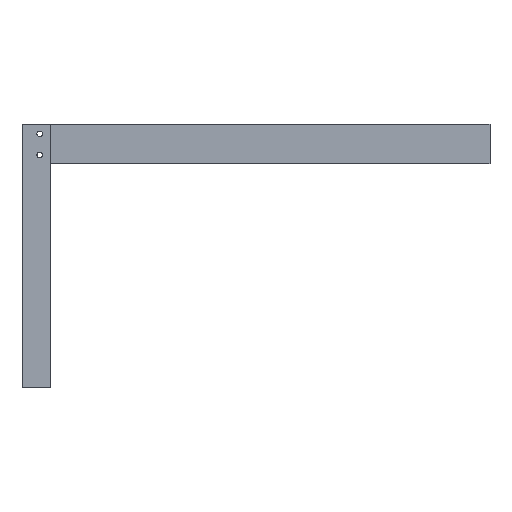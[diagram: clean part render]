
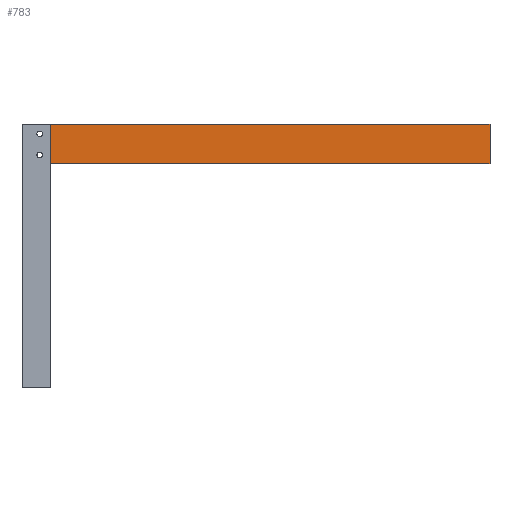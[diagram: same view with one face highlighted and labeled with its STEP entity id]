
A CAD part, left-side view. The second image highlights one B-rep face of the part: STEP entity #783.
In plain terms, the highlighted face is planar.
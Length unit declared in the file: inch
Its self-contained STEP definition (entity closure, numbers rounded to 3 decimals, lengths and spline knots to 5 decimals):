
#12 = VERTEX_POINT ( 'NONE', #1663 ) ;
#30 = AXIS2_PLACEMENT_3D ( 'NONE', #37, #2975, #45 ) ;
#33 = CARTESIAN_POINT ( 'NONE',  ( 0.8, -9.98, 1.36 ) ) ;
#37 = CARTESIAN_POINT ( 'NONE',  ( 0.8, -9.98, 0.386 ) ) ;
#45 = DIRECTION ( 'NONE',  ( 0., 0., 1. ) ) ;
#87 = EDGE_LOOP ( 'NONE', ( #440, #293 ) ) ;
#100 = DIRECTION ( 'NONE',  ( 0., 0., -1. ) ) ;
#102 = CARTESIAN_POINT ( 'NONE',  ( 0.8, 10.5, 0. ) ) ;
#179 = EDGE_CURVE ( 'NONE', #225, #2713, #2986, .T. ) ;
#201 = CIRCLE ( 'NONE', #2400, 0.125 ) ;
#216 = VECTOR ( 'NONE', #2029, 39.37008 ) ;
#219 = CARTESIAN_POINT ( 'NONE',  ( 0.8, -9.98, 1.36 ) ) ;
#225 = VERTEX_POINT ( 'NONE', #2963 ) ;
#293 = ORIENTED_EDGE ( 'NONE', *, *, #1609, .T. ) ;
#307 = CARTESIAN_POINT ( 'NONE',  ( 0.8, -9.98, 0.386 ) ) ;
#324 = FACE_OUTER_BOUND ( 'NONE', #1198, .T. ) ;
#383 = EDGE_CURVE ( 'NONE', #12, #2261, #1890, .T. ) ;
#408 = CARTESIAN_POINT ( 'NONE',  ( 0.8, 10.5, 0. ) ) ;
#417 = VERTEX_POINT ( 'NONE', #2974 ) ;
#440 = ORIENTED_EDGE ( 'NONE', *, *, #179, .T. ) ;
#458 = CARTESIAN_POINT ( 'NONE',  ( 0.8, -10.5, 1.785 ) ) ;
#527 = EDGE_CURVE ( 'NONE', #647, #1523, #3139, .T. ) ;
#549 = CARTESIAN_POINT ( 'NONE',  ( 0.8, 10.5, 1.785 ) ) ;
#552 = DIRECTION ( 'NONE',  ( -1., 0., 0. ) ) ;
#596 = CIRCLE ( 'NONE', #30, 0.125 ) ;
#647 = VERTEX_POINT ( 'NONE', #1507 ) ;
#706 = CIRCLE ( 'NONE', #2130, 0.125 ) ;
#767 = ORIENTED_EDGE ( 'NONE', *, *, #527, .F. ) ;
#783 = ADVANCED_FACE ( 'NONE', ( #1586, #899, #324 ), #1911, .F. ) ;
#800 = DIRECTION ( 'NONE',  ( 0., 0., 1. ) ) ;
#871 = LINE ( 'NONE', #935, #2216 ) ;
#899 = FACE_BOUND ( 'NONE', #1470, .T. ) ;
#935 = CARTESIAN_POINT ( 'NONE',  ( 0.8, -10.5, 0. ) ) ;
#969 = CARTESIAN_POINT ( 'NONE',  ( 0.8, -10.5, 0. ) ) ;
#1012 = CARTESIAN_POINT ( 'NONE',  ( 0.8, -9.98, 0.511 ) ) ;
#1034 = VECTOR ( 'NONE', #1363, 39.37008 ) ;
#1081 = ORIENTED_EDGE ( 'NONE', *, *, #3158, .F. ) ;
#1109 = ORIENTED_EDGE ( 'NONE', *, *, #1847, .T. ) ;
#1189 = DIRECTION ( 'NONE',  ( 0., 0., 1. ) ) ;
#1198 = EDGE_LOOP ( 'NONE', ( #1325, #767, #1081, #2665 ) ) ;
#1218 = DIRECTION ( 'NONE',  ( 0., 0., -1. ) ) ;
#1222 = DIRECTION ( 'NONE',  ( 0., 0., 1. ) ) ;
#1224 = DIRECTION ( 'NONE',  ( -1., 0., 0. ) ) ;
#1325 = ORIENTED_EDGE ( 'NONE', *, *, #2004, .T. ) ;
#1363 = DIRECTION ( 'NONE',  ( 0., -1., 0. ) ) ;
#1470 = EDGE_LOOP ( 'NONE', ( #1109, #1607 ) ) ;
#1507 = CARTESIAN_POINT ( 'NONE',  ( 0.8, 10.5, 0. ) ) ;
#1520 = DIRECTION ( 'NONE',  ( -1., 0., 0. ) ) ;
#1523 = VERTEX_POINT ( 'NONE', #969 ) ;
#1586 = FACE_BOUND ( 'NONE', #87, .T. ) ;
#1607 = ORIENTED_EDGE ( 'NONE', *, *, #2393, .T. ) ;
#1609 = EDGE_CURVE ( 'NONE', #2713, #225, #706, .T. ) ;
#1663 = CARTESIAN_POINT ( 'NONE',  ( 0.8, 10.5, 1.785 ) ) ;
#1690 = VERTEX_POINT ( 'NONE', #1012 ) ;
#1697 = DIRECTION ( 'NONE',  ( -1., 0., 0. ) ) ;
#1847 = EDGE_CURVE ( 'NONE', #1690, #417, #201, .T. ) ;
#1890 = LINE ( 'NONE', #549, #216 ) ;
#1911 = PLANE ( 'NONE',  #2693 ) ;
#1960 = LINE ( 'NONE', #3022, #2737 ) ;
#2004 = EDGE_CURVE ( 'NONE', #2261, #1523, #871, .T. ) ;
#2029 = DIRECTION ( 'NONE',  ( 0., -1., 0. ) ) ;
#2130 = AXIS2_PLACEMENT_3D ( 'NONE', #33, #1520, #2960 ) ;
#2180 = CARTESIAN_POINT ( 'NONE',  ( 0.8, -9.98, 1.235 ) ) ;
#2216 = VECTOR ( 'NONE', #1218, 39.37008 ) ;
#2261 = VERTEX_POINT ( 'NONE', #458 ) ;
#2393 = EDGE_CURVE ( 'NONE', #417, #1690, #596, .T. ) ;
#2400 = AXIS2_PLACEMENT_3D ( 'NONE', #307, #552, #800 ) ;
#2410 = AXIS2_PLACEMENT_3D ( 'NONE', #219, #1224, #1189 ) ;
#2665 = ORIENTED_EDGE ( 'NONE', *, *, #383, .T. ) ;
#2693 = AXIS2_PLACEMENT_3D ( 'NONE', #408, #1697, #1222 ) ;
#2713 = VERTEX_POINT ( 'NONE', #2180 ) ;
#2737 = VECTOR ( 'NONE', #100, 39.37008 ) ;
#2960 = DIRECTION ( 'NONE',  ( 0., 0., 1. ) ) ;
#2963 = CARTESIAN_POINT ( 'NONE',  ( 0.8, -9.98, 1.485 ) ) ;
#2974 = CARTESIAN_POINT ( 'NONE',  ( 0.8, -9.98, 0.261 ) ) ;
#2975 = DIRECTION ( 'NONE',  ( -1., 0., 0. ) ) ;
#2986 = CIRCLE ( 'NONE', #2410, 0.125 ) ;
#3022 = CARTESIAN_POINT ( 'NONE',  ( 0.8, 10.5, 0. ) ) ;
#3139 = LINE ( 'NONE', #102, #1034 ) ;
#3158 = EDGE_CURVE ( 'NONE', #12, #647, #1960, .T. ) ;
